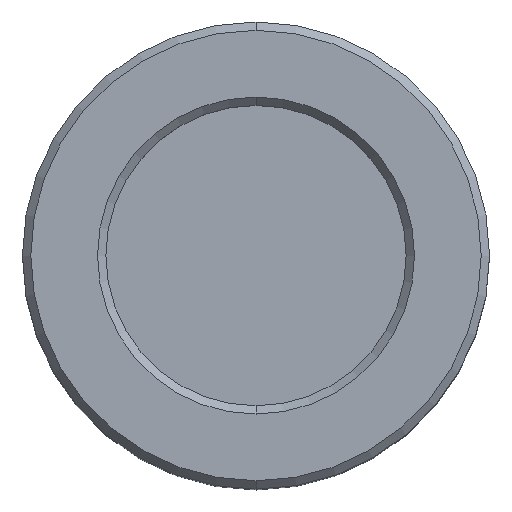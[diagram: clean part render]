
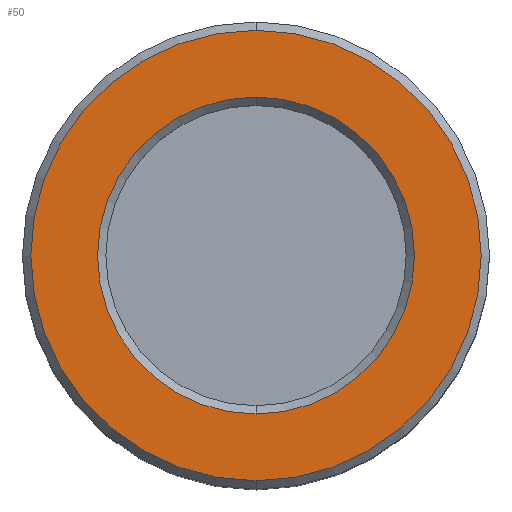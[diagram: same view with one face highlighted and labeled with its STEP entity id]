
A CAD part, top view. The second image highlights one B-rep face of the part: STEP entity #50.
In plain terms, the highlighted planar face has unit normal (0, 0, 1).
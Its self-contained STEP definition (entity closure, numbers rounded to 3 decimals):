
#8 = CARTESIAN_POINT ( 'NONE',  ( 0., 0., 0. ) ) ;
#20 = DIRECTION ( 'NONE',  ( 0., -1., 0. ) ) ;
#23 = FACE_OUTER_BOUND ( 'NONE', #125, .T. ) ;
#50 = ADVANCED_FACE ( 'NONE', ( #177, #23 ), #592, .T. ) ;
#68 = DIRECTION ( 'NONE',  ( 0., 0., -1. ) ) ;
#82 = AXIS2_PLACEMENT_3D ( 'NONE', #8, #427, #376 ) ;
#85 = CIRCLE ( 'NONE', #82, 13.5 ) ;
#104 = VERTEX_POINT ( 'NONE', #450 ) ;
#111 = DIRECTION ( 'NONE',  ( 0., 0., -1. ) ) ;
#125 = EDGE_LOOP ( 'NONE', ( #139, #194 ) ) ;
#139 = ORIENTED_EDGE ( 'NONE', *, *, #189, .T. ) ;
#177 = FACE_BOUND ( 'NONE', #240, .T. ) ;
#182 = CARTESIAN_POINT ( 'NONE',  ( 0., 9., 0. ) ) ;
#189 = EDGE_CURVE ( 'NONE', #270, #327, #85, .T. ) ;
#194 = ORIENTED_EDGE ( 'NONE', *, *, #257, .T. ) ;
#200 = DIRECTION ( 'NONE',  ( 0., -1., 0. ) ) ;
#207 = EDGE_CURVE ( 'NONE', #104, #214, #254, .T. ) ;
#214 = VERTEX_POINT ( 'NONE', #388 ) ;
#231 = AXIS2_PLACEMENT_3D ( 'NONE', #182, #551, #474 ) ;
#240 = EDGE_LOOP ( 'NONE', ( #510, #378 ) ) ;
#247 = CARTESIAN_POINT ( 'NONE',  ( 0., -13.5, 0. ) ) ;
#254 = CIRCLE ( 'NONE', #305, 9.5 ) ;
#257 = EDGE_CURVE ( 'NONE', #327, #270, #280, .T. ) ;
#270 = VERTEX_POINT ( 'NONE', #526 ) ;
#280 = CIRCLE ( 'NONE', #347, 13.5 ) ;
#296 = DIRECTION ( 'NONE',  ( 0., -1., 0. ) ) ;
#305 = AXIS2_PLACEMENT_3D ( 'NONE', #495, #68, #20 ) ;
#309 = EDGE_CURVE ( 'NONE', #214, #104, #587, .T. ) ;
#327 = VERTEX_POINT ( 'NONE', #247 ) ;
#347 = AXIS2_PLACEMENT_3D ( 'NONE', #493, #567, #200 ) ;
#376 = DIRECTION ( 'NONE',  ( 0., -1., 0. ) ) ;
#378 = ORIENTED_EDGE ( 'NONE', *, *, #207, .T. ) ;
#388 = CARTESIAN_POINT ( 'NONE',  ( 0., -9.5, 0. ) ) ;
#427 = DIRECTION ( 'NONE',  ( 0., 0., 1. ) ) ;
#436 = AXIS2_PLACEMENT_3D ( 'NONE', #529, #111, #296 ) ;
#450 = CARTESIAN_POINT ( 'NONE',  ( 0., 9.5, 0. ) ) ;
#474 = DIRECTION ( 'NONE',  ( 0., -1., 0. ) ) ;
#493 = CARTESIAN_POINT ( 'NONE',  ( 0., 0., 0. ) ) ;
#495 = CARTESIAN_POINT ( 'NONE',  ( 0., 0., 0. ) ) ;
#510 = ORIENTED_EDGE ( 'NONE', *, *, #309, .T. ) ;
#526 = CARTESIAN_POINT ( 'NONE',  ( 0., 13.5, 0. ) ) ;
#529 = CARTESIAN_POINT ( 'NONE',  ( 0., 0., 0. ) ) ;
#551 = DIRECTION ( 'NONE',  ( 0., 0., 1. ) ) ;
#567 = DIRECTION ( 'NONE',  ( 0., 0., 1. ) ) ;
#587 = CIRCLE ( 'NONE', #436, 9.5 ) ;
#592 = PLANE ( 'NONE',  #231 ) ;
